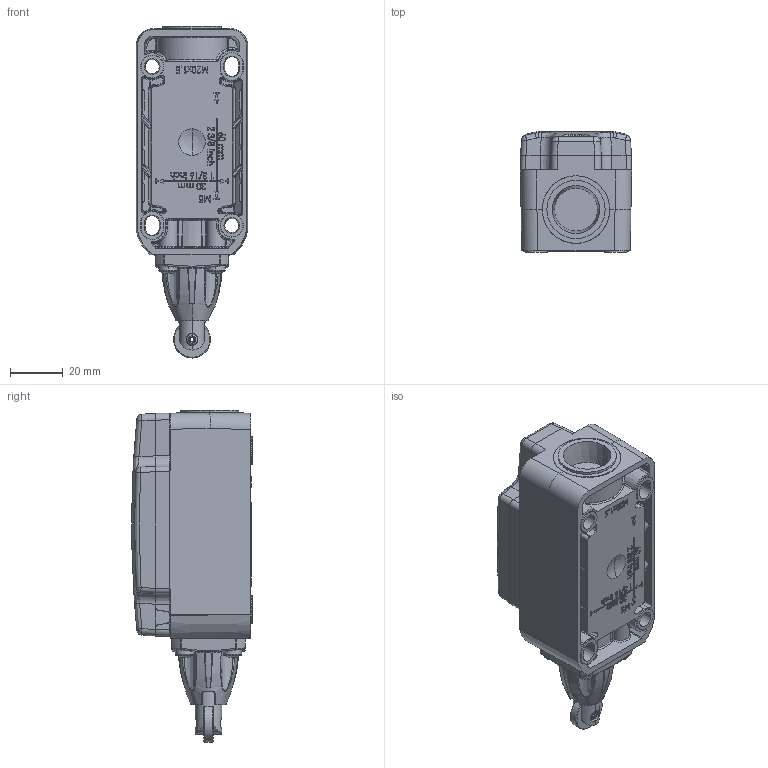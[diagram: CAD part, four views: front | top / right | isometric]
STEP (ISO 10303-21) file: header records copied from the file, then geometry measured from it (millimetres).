
FILE_DESCRIPTION((''),'2;1');
FILE_NAME('1349302_SW0001','2016-09-19T',('sharbsmeier'),('.steute Schaltgeräte GmbH, Löhne'),'PRO/ENGINEER BY PARAMETRIC TECHNOLOGY CORPORATION, 2015070','PRO/ENGINEER BY PARAMETRIC TECHNOLOGY CORPORATION, 2015070','');
FILE_SCHEMA(('CONFIG_CONTROL_DESIGN'));
Products named in the file (1): 1349302_SW0001
Bounding box: 42 x 45.47 x 125.3 mm (x, y, z)
Surface area: 35748.6 mm2 (no closed solid volume)
Topology: 0 solids, 15 shells, 1702 faces, 4796 edges, 3064 vertices
Faces by surface type: plane 603, extrusion 371, cylinder 290, bspline 216, torus 98, cone 72, sphere 52
Entity records: 67667 total; most frequent: CARTESIAN_POINT 27418, ORIENTED_EDGE 8972, DIRECTION 6774, EDGE_CURVE 4774, VERTEX_POINT 3064, VECTOR 2582, LINE 2211, AXIS2_PLACEMENT_3D 2096
